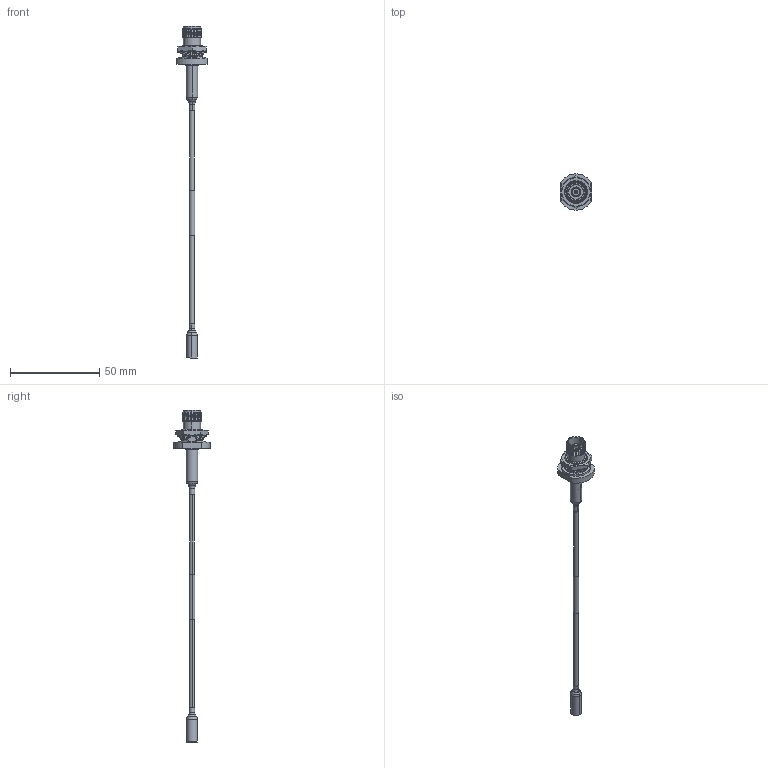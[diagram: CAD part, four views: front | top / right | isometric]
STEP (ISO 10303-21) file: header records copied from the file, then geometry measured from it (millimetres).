
FILE_DESCRIPTION (( 'STEP AP214' ), '1' );
FILE_NAME ('FMCA3268_3D.step', '2023-05-10T07:46:49', ( '' ), ( '' ), 'SwSTEP 2.0', 'SolidWorks 2022', '' );
FILE_SCHEMA (( 'AUTOMOTIVE_DESIGN' ));
Length unit declared in the file: inch
Products named in the file (5): Copy of HeatShrink_SC4254^FMCA3268; RG188A-U_Cable; FMCA3268_3D; Copy of HeatShrink_SC6052^FMCA3268; PE44899 ¦ SC4254
Assembly tree (4 placements, depth 2):
  FMCA3268_3D
    PE44899 ¦ SC4254
    Copy of HeatShrink_SC4254^FMCA3268
    RG188A-U_Cable
    Copy of HeatShrink_SC6052^FMCA3268
Bounding box: 17.45 x 20.32 x 185.9 mm (x, y, z)
Volume: 4913.6 mm3; surface area: 5811.5 mm2
Topology: 9 solids, 9 shells, 297 faces, 778 edges, 515 vertices
Faces by surface type: cylinder 106, bspline 67, plane 65, cone 49, torus 10
Entity records: 18169 total; most frequent: CARTESIAN_POINT 10983, ORIENTED_EDGE 1556, DIRECTION 1129, EDGE_CURVE 778, VERTEX_POINT 515, AXIS2_PLACEMENT_3D 466, EDGE_LOOP 323, FACE_OUTER_BOUND 297
